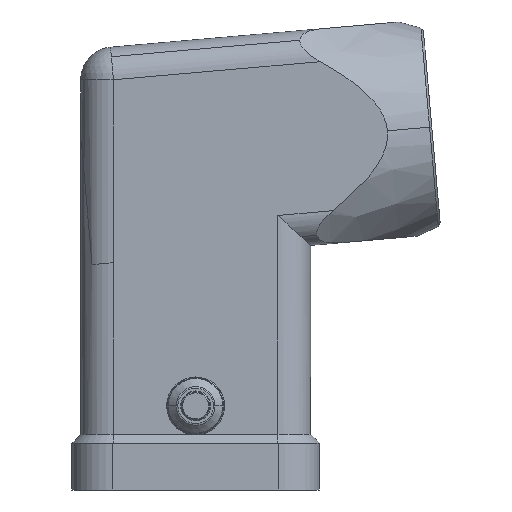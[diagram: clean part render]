
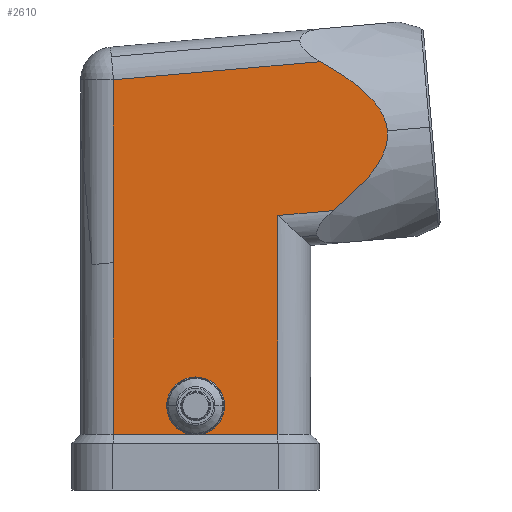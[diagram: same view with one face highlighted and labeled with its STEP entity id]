
A CAD part, front view. The second image highlights one B-rep face of the part: STEP entity #2610.
In plain terms, the highlighted planar face has unit normal (0, -1, 0).
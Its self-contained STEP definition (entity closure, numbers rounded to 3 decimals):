
#142=CARTESIAN_POINT('',(20.52,-12.3,38.435));
#143=VERTEX_POINT('',#142);
#150=CARTESIAN_POINT('',(14.723,-12.3,29.897));
#151=VERTEX_POINT('',#150);
#152=CARTESIAN_POINT('',(14.723,-12.3,29.897));
#153=CARTESIAN_POINT('',(20.838,-12.3,34.8));
#154=CARTESIAN_POINT('',(20.52,-12.3,38.435));
#162=(BOUNDED_CURVE()B_SPLINE_CURVE(2,(#152,#153,#154),.UNSPECIFIED.,.F.,.U.)B_SPLINE_CURVE_WITH_KNOTS((3,3),(0.352,1.588),.UNSPECIFIED.)CURVE()GEOMETRIC_REPRESENTATION_ITEM()RATIONAL_B_SPLINE_CURVE((1.067,1.17,1.17))REPRESENTATION_ITEM(''));
#163=EDGE_CURVE('',#151,#143,#162,.T.);
#651=CARTESIAN_POINT('',(-3.1,-12.3,9.0));
#652=VERTEX_POINT('',#651);
#660=CARTESIAN_POINT('',(3.1,-12.3,9.0));
#661=VERTEX_POINT('',#660);
#668=CARTESIAN_POINT('',(0.,-12.3,9.0));
#669=DIRECTION('',(0.0,-1.0,0.0));
#670=DIRECTION('',(-1.0,0.0,0.0));
#671=AXIS2_PLACEMENT_3D('',#668,#669,#670);
#672=CIRCLE('',#671,3.1);
#673=EDGE_CURVE('',#661,#652,#672,.T.);
#1224=CARTESIAN_POINT('',(8.8,-12.3,29.379));
#1225=VERTEX_POINT('',#1224);
#1226=CARTESIAN_POINT('',(14.723,-12.3,29.897));
#1227=DIRECTION('',(-0.996,0.,-0.087));
#1228=VECTOR('',#1227,5.946);
#1229=LINE('',#1226,#1228);
#1230=EDGE_CURVE('',#151,#1225,#1229,.T.);
#1487=CARTESIAN_POINT('',(8.8,-12.3,5.95));
#1488=VERTEX_POINT('',#1487);
#1553=CARTESIAN_POINT('',(-0.555,-12.3,5.95));
#1554=VERTEX_POINT('',#1553);
#1555=CARTESIAN_POINT('',(0.555,-12.3,5.95));
#1556=VERTEX_POINT('',#1555);
#1563=CARTESIAN_POINT('',(-8.8,-12.3,5.95));
#1564=VERTEX_POINT('',#1563);
#1565=CARTESIAN_POINT('',(-0.555,-12.3,5.95));
#1566=DIRECTION('',(-1.0,0.0,0.0));
#1567=VECTOR('',#1566,8.245);
#1568=LINE('',#1565,#1567);
#1569=EDGE_CURVE('',#1554,#1564,#1568,.T.);
#1586=CARTESIAN_POINT('',(8.8,-12.3,5.95));
#1587=DIRECTION('',(-1.0,0.0,0.0));
#1588=VECTOR('',#1587,8.245);
#1589=LINE('',#1586,#1588);
#1590=EDGE_CURVE('',#1488,#1556,#1589,.T.);
#1989=CARTESIAN_POINT('',(-8.8,-12.3,24.326));
#1990=VERTEX_POINT('',#1989);
#1991=CARTESIAN_POINT('',(-8.8,-12.3,5.95));
#1992=DIRECTION('',(0.0,0.0,1.0));
#1993=VECTOR('',#1992,18.376);
#1994=LINE('',#1991,#1993);
#1995=EDGE_CURVE('',#1564,#1990,#1994,.T.);
#2462=CARTESIAN_POINT('',(-8.8,-12.3,43.9));
#2463=VERTEX_POINT('',#2462);
#2471=CARTESIAN_POINT('',(13.329,-12.3,45.836));
#2472=VERTEX_POINT('',#2471);
#2473=CARTESIAN_POINT('',(-8.8,-12.3,43.9));
#2474=DIRECTION('',(0.996,0.,0.087));
#2475=VECTOR('',#2474,22.213);
#2476=LINE('',#2473,#2475);
#2477=EDGE_CURVE('',#2463,#2472,#2476,.T.);
#2557=CARTESIAN_POINT('',(8.8,-12.3,3.));
#2558=DIRECTION('',(0.0,-1.0,0.0));
#2559=DIRECTION('',(0.0,0.0,-1.0));
#2560=AXIS2_PLACEMENT_3D('',#2557,#2558,#2559);
#2561=PLANE('',#2560);
#2562=ORIENTED_EDGE('',*,*,#1590,.F.);
#2563=CARTESIAN_POINT('',(8.8,-12.3,5.95));
#2564=DIRECTION('',(0.0,0.0,1.0));
#2565=VECTOR('',#2564,23.429);
#2566=LINE('',#2563,#2565);
#2567=EDGE_CURVE('',#1488,#1225,#2566,.T.);
#2568=ORIENTED_EDGE('',*,*,#2567,.T.);
#2569=ORIENTED_EDGE('',*,*,#1230,.F.);
#2570=ORIENTED_EDGE('',*,*,#163,.T.);
#2571=CARTESIAN_POINT('',(20.52,-12.3,38.435));
#2572=CARTESIAN_POINT('',(20.202,-12.3,42.069));
#2573=CARTESIAN_POINT('',(13.329,-12.3,45.836));
#2581=(BOUNDED_CURVE()B_SPLINE_CURVE(2,(#2571,#2572,#2573),.UNSPECIFIED.,.F.,.U.)B_SPLINE_CURVE_WITH_KNOTS((3,3),(1.588,2.824),.UNSPECIFIED.)CURVE()GEOMETRIC_REPRESENTATION_ITEM()RATIONAL_B_SPLINE_CURVE((1.17,1.17,1.067))REPRESENTATION_ITEM(''));
#2582=EDGE_CURVE('',#143,#2472,#2581,.T.);
#2583=ORIENTED_EDGE('',*,*,#2582,.T.);
#2584=ORIENTED_EDGE('',*,*,#2477,.F.);
#2585=CARTESIAN_POINT('',(-8.8,-12.3,43.9));
#2586=DIRECTION('',(0.,0.,-1.0));
#2587=VECTOR('',#2586,19.574);
#2588=LINE('',#2585,#2587);
#2589=EDGE_CURVE('',#2463,#1990,#2588,.T.);
#2590=ORIENTED_EDGE('',*,*,#2589,.T.);
#2591=ORIENTED_EDGE('',*,*,#1995,.F.);
#2592=ORIENTED_EDGE('',*,*,#1569,.F.);
#2593=CARTESIAN_POINT('',(0.,-12.3,9.0));
#2594=DIRECTION('',(0.0,-1.0,0.0));
#2595=DIRECTION('',(-1.0,0.0,0.0));
#2596=AXIS2_PLACEMENT_3D('',#2593,#2594,#2595);
#2597=CIRCLE('',#2596,3.1);
#2598=EDGE_CURVE('',#652,#1554,#2597,.T.);
#2599=ORIENTED_EDGE('',*,*,#2598,.F.);
#2600=ORIENTED_EDGE('',*,*,#673,.F.);
#2601=CARTESIAN_POINT('',(0.,-12.3,9.0));
#2602=DIRECTION('',(0.0,-1.0,0.0));
#2603=DIRECTION('',(-1.0,0.0,0.0));
#2604=AXIS2_PLACEMENT_3D('',#2601,#2602,#2603);
#2605=CIRCLE('',#2604,3.1);
#2606=EDGE_CURVE('',#1556,#661,#2605,.T.);
#2607=ORIENTED_EDGE('',*,*,#2606,.F.);
#2608=EDGE_LOOP('',(#2562,#2568,#2569,#2570,#2583,#2584,#2590,#2591,#2592,#2599,#2600,#2607));
#2609=FACE_OUTER_BOUND('',#2608,.T.);
#2610=ADVANCED_FACE('',(#2609),#2561,.T.);
